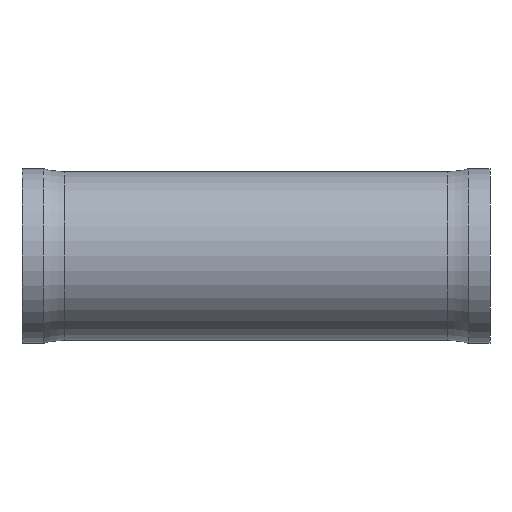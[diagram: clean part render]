
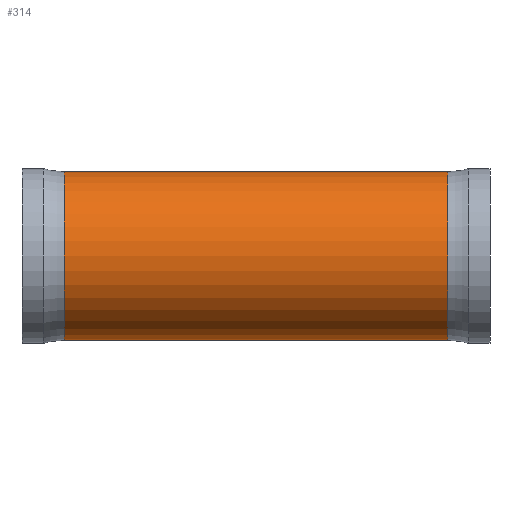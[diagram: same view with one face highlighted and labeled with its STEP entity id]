
A CAD part, front view. The second image highlights one B-rep face of the part: STEP entity #314.
In plain terms, the highlighted cylindrical face has radius 19.837 mm (diameter 39.675 mm), a partial arc.
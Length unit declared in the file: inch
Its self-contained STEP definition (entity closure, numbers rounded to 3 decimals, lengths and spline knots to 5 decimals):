
#16 = DIRECTION ( 'NONE',  ( -1., 0., 0. ) ) ;
#34 = ORIENTED_EDGE ( 'NONE', *, *, #409, .T. ) ;
#40 = DIRECTION ( 'NONE',  ( 0., 0., 1. ) ) ;
#55 = CARTESIAN_POINT ( 'NONE',  ( 3.93943, 0., 0. ) ) ;
#69 = CARTESIAN_POINT ( 'NONE',  ( -0.21142, 0., 0.781 ) ) ;
#89 = VECTOR ( 'NONE', #491, 39.37008 ) ;
#92 = CARTESIAN_POINT ( 'NONE',  ( 0.39128, 0., -0.781 ) ) ;
#93 = ORIENTED_EDGE ( 'NONE', *, *, #378, .T. ) ;
#95 = DIRECTION ( 'NONE',  ( 0., 0., 1. ) ) ;
#154 = LINE ( 'NONE', #69, #89 ) ;
#162 = VERTEX_POINT ( 'NONE', #168 ) ;
#168 = CARTESIAN_POINT ( 'NONE',  ( 0.39128, 0., 0.781 ) ) ;
#197 = CARTESIAN_POINT ( 'NONE',  ( 0.39128, 0., 0. ) ) ;
#214 = CARTESIAN_POINT ( 'NONE',  ( 3.93943, 0., -0.781 ) ) ;
#222 = CIRCLE ( 'NONE', #594, 0.781 ) ;
#224 = VERTEX_POINT ( 'NONE', #214 ) ;
#227 = CARTESIAN_POINT ( 'NONE',  ( -0.21142, 0., 0. ) ) ;
#258 = VERTEX_POINT ( 'NONE', #357 ) ;
#292 = DIRECTION ( 'NONE',  ( 0., 0., 1. ) ) ;
#310 = EDGE_LOOP ( 'NONE', ( #474, #93, #34, #528 ) ) ;
#312 = AXIS2_PLACEMENT_3D ( 'NONE', #55, #326, #95 ) ;
#314 = ADVANCED_FACE ( 'NONE', ( #470 ), #328, .T. ) ;
#326 = DIRECTION ( 'NONE',  ( -1., 0., 0. ) ) ;
#328 = CYLINDRICAL_SURFACE ( 'NONE', #331, 0.781 ) ;
#329 = VERTEX_POINT ( 'NONE', #92 ) ;
#331 = AXIS2_PLACEMENT_3D ( 'NONE', #227, #419, #40 ) ;
#357 = CARTESIAN_POINT ( 'NONE',  ( 3.93943, 0., 0.781 ) ) ;
#378 = EDGE_CURVE ( 'NONE', #224, #258, #414, .T. ) ;
#382 = DIRECTION ( 'NONE',  ( -1., 0., 0. ) ) ;
#396 = EDGE_CURVE ( 'NONE', #224, #329, #515, .T. ) ;
#409 = EDGE_CURVE ( 'NONE', #258, #162, #154, .T. ) ;
#414 = CIRCLE ( 'NONE', #312, 0.781 ) ;
#419 = DIRECTION ( 'NONE',  ( -1., 0., 0. ) ) ;
#448 = EDGE_CURVE ( 'NONE', #329, #162, #222, .T. ) ;
#467 = CARTESIAN_POINT ( 'NONE',  ( -0.21142, 0., -0.781 ) ) ;
#470 = FACE_OUTER_BOUND ( 'NONE', #310, .T. ) ;
#474 = ORIENTED_EDGE ( 'NONE', *, *, #396, .F. ) ;
#491 = DIRECTION ( 'NONE',  ( -1., 0., 0. ) ) ;
#515 = LINE ( 'NONE', #467, #518 ) ;
#518 = VECTOR ( 'NONE', #16, 39.37008 ) ;
#528 = ORIENTED_EDGE ( 'NONE', *, *, #448, .F. ) ;
#594 = AXIS2_PLACEMENT_3D ( 'NONE', #197, #382, #292 ) ;
